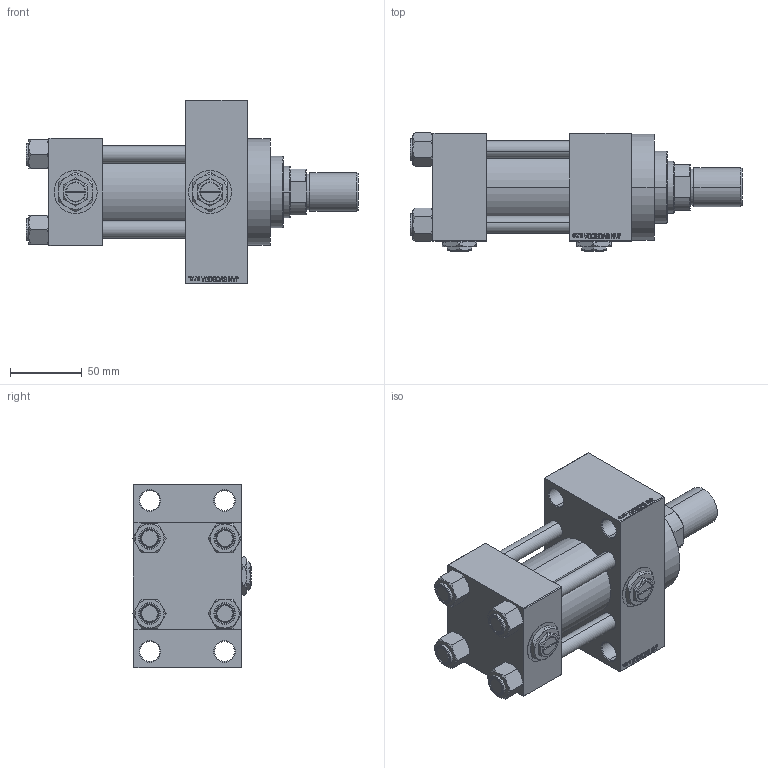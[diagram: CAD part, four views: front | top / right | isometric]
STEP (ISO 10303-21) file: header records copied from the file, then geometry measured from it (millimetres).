
FILE_DESCRIPTION (( 'STEP AP203' ), '1' );
FILE_NAME ('e582.STEP', '2023-09-08T08:13:00', ( '' ), ( '' ), 'SwSTEP 2.0', 'SolidWorks 2019', '' );
FILE_SCHEMA (( 'CONFIG_CONTROL_DESIGN' ));
Length unit declared in the file: millimetre
Products named in the file (8): ROD_END_AH 21d1d9dee9c4c68e121a16150e0d613e; V215CR_VCP_D 21d1d9dee9c4c68e121a16150e0d613e; Zatka_pro_OIL_PORT 21d1d9dee9c4c68e121a16150e0d613e; e582; V215CR_D_Body 21d1d9dee9c4c68e121a16150e0d613e; V215_VC_A 21d1d9dee9c4c68e121a16150e0d613e; V215CR_D_TYCINKA 21d1d9dee9c4c68e121a16150e0d613e; NUT_M5_D 21d1d9dee9c4c68e121a16150e0d613e
Assembly tree (14 placements, depth 2):
  e582
    V215CR_D_Body 21d1d9dee9c4c68e121a16150e0d613e
    V215CR_VCP_D 21d1d9dee9c4c68e121a16150e0d613e
    NUT_M5_D 21d1d9dee9c4c68e121a16150e0d613e  x4
    V215CR_D_TYCINKA 21d1d9dee9c4c68e121a16150e0d613e  x4
    V215_VC_A 21d1d9dee9c4c68e121a16150e0d613e
    ROD_END_AH 21d1d9dee9c4c68e121a16150e0d613e
    Zatka_pro_OIL_PORT 21d1d9dee9c4c68e121a16150e0d613e  x2
Bounding box: 231 x 82.27 x 128 mm (x, y, z)
Volume: 842387.6 mm3; surface area: 182294.8 mm2
Topology: 14 solids, 14 shells, 1219 faces, 3010 edges, 1937 vertices
Faces by surface type: plane 549, bspline 368, cone 188, cylinder 104, torus 10
Entity records: 49750 total; most frequent: CARTESIAN_POINT 25770, ORIENTED_EDGE 5320, DIRECTION 3526, EDGE_CURVE 2660, VERTEX_POINT 1735, LINE 1560, VECTOR 1560, EDGE_LOOP 1197
